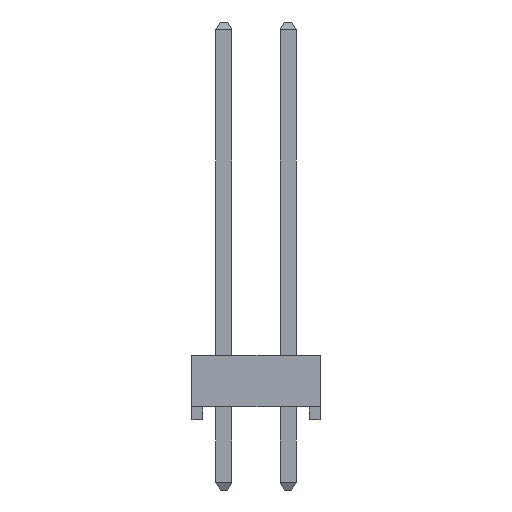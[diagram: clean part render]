
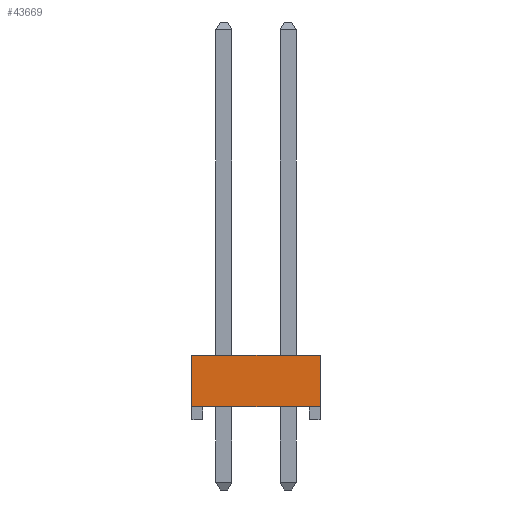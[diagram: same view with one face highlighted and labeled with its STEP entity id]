
A CAD part, left-side view. The second image highlights one B-rep face of the part: STEP entity #43669.
In plain terms, the highlighted planar face has unit normal (-1, 0, 0).
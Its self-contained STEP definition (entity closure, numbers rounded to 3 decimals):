
#38829 = VERTEX_POINT('',#38830);
#38830 = CARTESIAN_POINT('',(-25.4,2.54,0.508));
#38836 = EDGE_CURVE('',#38837,#38829,#38839,.T.);
#38837 = VERTEX_POINT('',#38838);
#38838 = CARTESIAN_POINT('',(-25.4,2.54,2.54));
#38839 = LINE('',#38840,#38841);
#38840 = CARTESIAN_POINT('',(-25.4,2.54,2.54));
#38841 = VECTOR('',#38842,1.);
#38842 = DIRECTION('',(0.,0.,-1.));
#39100 = VERTEX_POINT('',#39101);
#39101 = CARTESIAN_POINT('',(-25.4,-2.54,2.54));
#39107 = EDGE_CURVE('',#39108,#39100,#39110,.T.);
#39108 = VERTEX_POINT('',#39109);
#39109 = CARTESIAN_POINT('',(-25.4,-2.54,0.508));
#39110 = LINE('',#39111,#39112);
#39111 = CARTESIAN_POINT('',(-25.4,-2.54,2.54));
#39112 = VECTOR('',#39113,1.);
#39113 = DIRECTION('',(0.,0.,1.));
#43449 = EDGE_CURVE('',#38829,#39108,#43450,.T.);
#43450 = LINE('',#43451,#43452);
#43451 = CARTESIAN_POINT('',(-25.4,2.54,0.508));
#43452 = VECTOR('',#43453,1.);
#43453 = DIRECTION('',(0.,-1.,0.));
#43669 = ADVANCED_FACE('',(#43670),#43681,.T.);
#43670 = FACE_BOUND('',#43671,.T.);
#43671 = EDGE_LOOP('',(#43672,#43673,#43679,#43680));
#43672 = ORIENTED_EDGE('',*,*,#39107,.T.);
#43673 = ORIENTED_EDGE('',*,*,#43674,.F.);
#43674 = EDGE_CURVE('',#38837,#39100,#43675,.T.);
#43675 = LINE('',#43676,#43677);
#43676 = CARTESIAN_POINT('',(-25.4,2.54,2.54));
#43677 = VECTOR('',#43678,1.);
#43678 = DIRECTION('',(0.,-1.,0.));
#43679 = ORIENTED_EDGE('',*,*,#38836,.T.);
#43680 = ORIENTED_EDGE('',*,*,#43449,.T.);
#43681 = PLANE('',#43682);
#43682 = AXIS2_PLACEMENT_3D('',#43683,#43684,#43685);
#43683 = CARTESIAN_POINT('',(-25.4,2.54,1.524));
#43684 = DIRECTION('',(-1.,0.,0.));
#43685 = DIRECTION('',(0.,0.,-1.));
